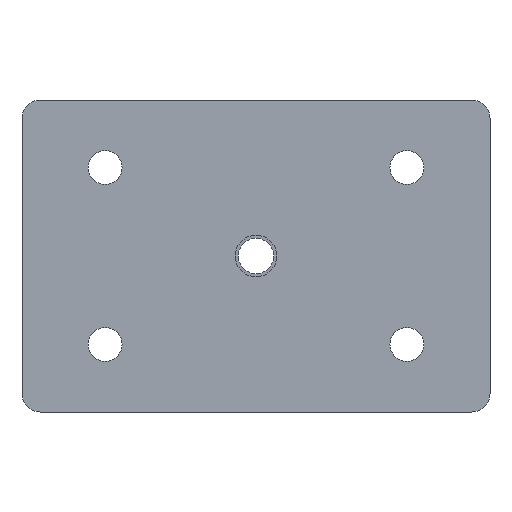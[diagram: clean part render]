
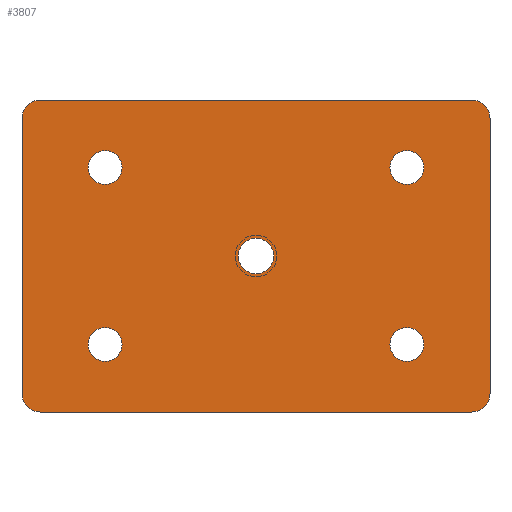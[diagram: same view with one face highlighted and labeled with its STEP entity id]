
A CAD part, front view. The second image highlights one B-rep face of the part: STEP entity #3807.
In plain terms, the highlighted planar face has unit normal (0, -1, 0).
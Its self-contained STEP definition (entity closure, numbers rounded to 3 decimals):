
#1=CARTESIAN_POINT('',(41.5,0.,-26.5));
#2=DIRECTION('',(0.,-1.,0.));
#3=DIRECTION('',(0.,0.,-1.));
#4=AXIS2_PLACEMENT_3D('',#1,#2,#3);
#6=DIRECTION('',(-1.,0.,0.));
#7=VECTOR('',#6,83.);
#8=CARTESIAN_POINT('',(41.5,0.,-30.));
#9=LINE('',#8,#7);
#10=CARTESIAN_POINT('',(-41.5,0.,-26.5));
#11=DIRECTION('',(0.,-1.,0.));
#12=DIRECTION('',(-1.,0.,0.));
#13=AXIS2_PLACEMENT_3D('',#10,#11,#12);
#15=DIRECTION('',(0.,0.,1.));
#16=VECTOR('',#15,53.);
#17=CARTESIAN_POINT('',(-45.,0.,-26.5));
#18=LINE('',#17,#16);
#19=CARTESIAN_POINT('',(-41.5,0.,26.5));
#20=DIRECTION('',(0.,-1.,0.));
#21=DIRECTION('',(0.,0.,1.));
#22=AXIS2_PLACEMENT_3D('',#19,#20,#21);
#24=DIRECTION('',(1.,0.,0.));
#25=VECTOR('',#24,83.);
#26=CARTESIAN_POINT('',(-41.5,0.,30.));
#27=LINE('',#26,#25);
#28=CARTESIAN_POINT('',(41.5,0.,26.5));
#29=DIRECTION('',(0.,-1.,0.));
#30=DIRECTION('',(1.,0.,0.));
#31=AXIS2_PLACEMENT_3D('',#28,#29,#30);
#33=DIRECTION('',(0.,0.,-1.));
#34=VECTOR('',#33,53.);
#35=CARTESIAN_POINT('',(45.,0.,26.5));
#36=LINE('',#35,#34);
#37=CARTESIAN_POINT('',(29.,0.,-17.));
#38=DIRECTION('',(0.,1.,0.));
#39=DIRECTION('',(-1.,0.,0.));
#40=AXIS2_PLACEMENT_3D('',#37,#38,#39);
#42=CARTESIAN_POINT('',(29.,0.,-17.));
#43=DIRECTION('',(0.,1.,0.));
#44=DIRECTION('',(1.,0.,0.));
#45=AXIS2_PLACEMENT_3D('',#42,#43,#44);
#47=CARTESIAN_POINT('',(-29.,0.,-17.));
#48=DIRECTION('',(0.,1.,0.));
#49=DIRECTION('',(-1.,0.,0.));
#50=AXIS2_PLACEMENT_3D('',#47,#48,#49);
#52=CARTESIAN_POINT('',(-29.,0.,-17.));
#53=DIRECTION('',(0.,1.,0.));
#54=DIRECTION('',(1.,0.,0.));
#55=AXIS2_PLACEMENT_3D('',#52,#53,#54);
#57=CARTESIAN_POINT('',(29.,0.,17.));
#58=DIRECTION('',(0.,-1.,0.));
#59=DIRECTION('',(-1.,0.,0.));
#60=AXIS2_PLACEMENT_3D('',#57,#58,#59);
#62=CARTESIAN_POINT('',(29.,0.,17.));
#63=DIRECTION('',(0.,-1.,0.));
#64=DIRECTION('',(1.,0.,0.));
#65=AXIS2_PLACEMENT_3D('',#62,#63,#64);
#67=CARTESIAN_POINT('',(-29.,0.,17.));
#68=DIRECTION('',(0.,-1.,0.));
#69=DIRECTION('',(-1.,0.,0.));
#70=AXIS2_PLACEMENT_3D('',#67,#68,#69);
#72=CARTESIAN_POINT('',(-29.,0.,17.));
#73=DIRECTION('',(0.,-1.,0.));
#74=DIRECTION('',(1.,0.,0.));
#75=AXIS2_PLACEMENT_3D('',#72,#73,#74);
#77=CARTESIAN_POINT('',(0.,0.,0.));
#78=DIRECTION('',(0.,-1.,0.));
#79=DIRECTION('',(-1.,0.,0.));
#80=AXIS2_PLACEMENT_3D('',#77,#78,#79);
#82=CARTESIAN_POINT('',(0.,0.,0.));
#83=DIRECTION('',(0.,-1.,0.));
#84=DIRECTION('',(1.,0.,0.));
#85=AXIS2_PLACEMENT_3D('',#82,#83,#84);
#3116=CARTESIAN_POINT('',(41.5,0.,-30.));
#3117=CARTESIAN_POINT('',(45.,0.,-26.5));
#3118=VERTEX_POINT('',#3116);
#3119=VERTEX_POINT('',#3117);
#3124=CARTESIAN_POINT('',(45.,0.,26.5));
#3125=CARTESIAN_POINT('',(41.5,0.,30.));
#3126=VERTEX_POINT('',#3124);
#3127=VERTEX_POINT('',#3125);
#3132=CARTESIAN_POINT('',(-41.5,0.,30.));
#3133=CARTESIAN_POINT('',(-45.,0.,26.5));
#3134=VERTEX_POINT('',#3132);
#3135=VERTEX_POINT('',#3133);
#3140=CARTESIAN_POINT('',(-45.,0.,-26.5));
#3141=CARTESIAN_POINT('',(-41.5,0.,-30.));
#3142=VERTEX_POINT('',#3140);
#3143=VERTEX_POINT('',#3141);
#3148=CARTESIAN_POINT('',(25.75,0.,-17.));
#3149=CARTESIAN_POINT('',(32.25,0.,-17.));
#3150=VERTEX_POINT('',#3148);
#3151=VERTEX_POINT('',#3149);
#3156=CARTESIAN_POINT('',(-32.25,0.,-17.));
#3158=VERTEX_POINT('',#3156);
#3160=CARTESIAN_POINT('',(-25.75,0.,-17.));
#3162=VERTEX_POINT('',#3160);
#3164=CARTESIAN_POINT('',(25.75,0.,17.));
#3166=VERTEX_POINT('',#3164);
#3168=CARTESIAN_POINT('',(32.25,0.,17.));
#3170=VERTEX_POINT('',#3168);
#3172=CARTESIAN_POINT('',(-32.25,0.,17.));
#3174=VERTEX_POINT('',#3172);
#3176=CARTESIAN_POINT('',(-25.75,0.,17.));
#3178=VERTEX_POINT('',#3176);
#3180=CARTESIAN_POINT('',(-3.4,0.,0.));
#3181=CARTESIAN_POINT('',(3.4,0.,0.));
#3182=VERTEX_POINT('',#3180);
#3183=VERTEX_POINT('',#3181);
#3754=CARTESIAN_POINT('',(0.,0.,0.));
#3755=DIRECTION('',(0.,1.,0.));
#3756=DIRECTION('',(1.,0.,0.));
#3757=AXIS2_PLACEMENT_3D('',#3754,#3755,#3756);
#3758=PLANE('',#3757);
#3760=ORIENTED_EDGE('',*,*,#3759,.F.);
#3762=ORIENTED_EDGE('',*,*,#3761,.T.);
#3764=ORIENTED_EDGE('',*,*,#3763,.F.);
#3766=ORIENTED_EDGE('',*,*,#3765,.T.);
#3768=ORIENTED_EDGE('',*,*,#3767,.F.);
#3770=ORIENTED_EDGE('',*,*,#3769,.T.);
#3772=ORIENTED_EDGE('',*,*,#3771,.F.);
#3774=ORIENTED_EDGE('',*,*,#3773,.T.);
#3775=EDGE_LOOP('',(#3760,#3762,#3764,#3766,#3768,#3770,#3772,#3774));
#3776=FACE_OUTER_BOUND('',#3775,.F.);
#3778=ORIENTED_EDGE('',*,*,#3777,.F.);
#3780=ORIENTED_EDGE('',*,*,#3779,.F.);
#3781=EDGE_LOOP('',(#3778,#3780));
#3782=FACE_BOUND('',#3781,.F.);
#3784=ORIENTED_EDGE('',*,*,#3783,.F.);
#3786=ORIENTED_EDGE('',*,*,#3785,.F.);
#3787=EDGE_LOOP('',(#3784,#3786));
#3788=FACE_BOUND('',#3787,.F.);
#3790=ORIENTED_EDGE('',*,*,#3789,.T.);
#3792=ORIENTED_EDGE('',*,*,#3791,.T.);
#3793=EDGE_LOOP('',(#3790,#3792));
#3794=FACE_BOUND('',#3793,.F.);
#3796=ORIENTED_EDGE('',*,*,#3795,.T.);
#3798=ORIENTED_EDGE('',*,*,#3797,.T.);
#3799=EDGE_LOOP('',(#3796,#3798));
#3800=FACE_BOUND('',#3799,.F.);
#3802=ORIENTED_EDGE('',*,*,#3801,.T.);
#3804=ORIENTED_EDGE('',*,*,#3803,.T.);
#3805=EDGE_LOOP('',(#3802,#3804));
#3806=FACE_BOUND('',#3805,.F.);
#3807=ADVANCED_FACE('',(#3776,#3782,#3788,#3794,#3800,#3806),#3758,.F.);
#5=CIRCLE('',#4,3.5);
#14=CIRCLE('',#13,3.5);
#23=CIRCLE('',#22,3.5);
#32=CIRCLE('',#31,3.5);
#41=CIRCLE('',#40,3.25);
#46=CIRCLE('',#45,3.25);
#51=CIRCLE('',#50,3.25);
#56=CIRCLE('',#55,3.25);
#61=CIRCLE('',#60,3.25);
#66=CIRCLE('',#65,3.25);
#71=CIRCLE('',#70,3.25);
#76=CIRCLE('',#75,3.25);
#81=CIRCLE('',#80,3.4);
#86=CIRCLE('',#85,3.4);
#3759=EDGE_CURVE('',#3118,#3119,#5,.T.);
#3761=EDGE_CURVE('',#3118,#3143,#9,.T.);
#3763=EDGE_CURVE('',#3142,#3143,#14,.T.);
#3765=EDGE_CURVE('',#3142,#3135,#18,.T.);
#3767=EDGE_CURVE('',#3134,#3135,#23,.T.);
#3769=EDGE_CURVE('',#3134,#3127,#27,.T.);
#3771=EDGE_CURVE('',#3126,#3127,#32,.T.);
#3773=EDGE_CURVE('',#3126,#3119,#36,.T.);
#3777=EDGE_CURVE('',#3150,#3151,#41,.T.);
#3779=EDGE_CURVE('',#3151,#3150,#46,.T.);
#3783=EDGE_CURVE('',#3158,#3162,#51,.T.);
#3785=EDGE_CURVE('',#3162,#3158,#56,.T.);
#3789=EDGE_CURVE('',#3166,#3170,#61,.T.);
#3791=EDGE_CURVE('',#3170,#3166,#66,.T.);
#3795=EDGE_CURVE('',#3174,#3178,#71,.T.);
#3797=EDGE_CURVE('',#3178,#3174,#76,.T.);
#3801=EDGE_CURVE('',#3182,#3183,#81,.T.);
#3803=EDGE_CURVE('',#3183,#3182,#86,.T.);
